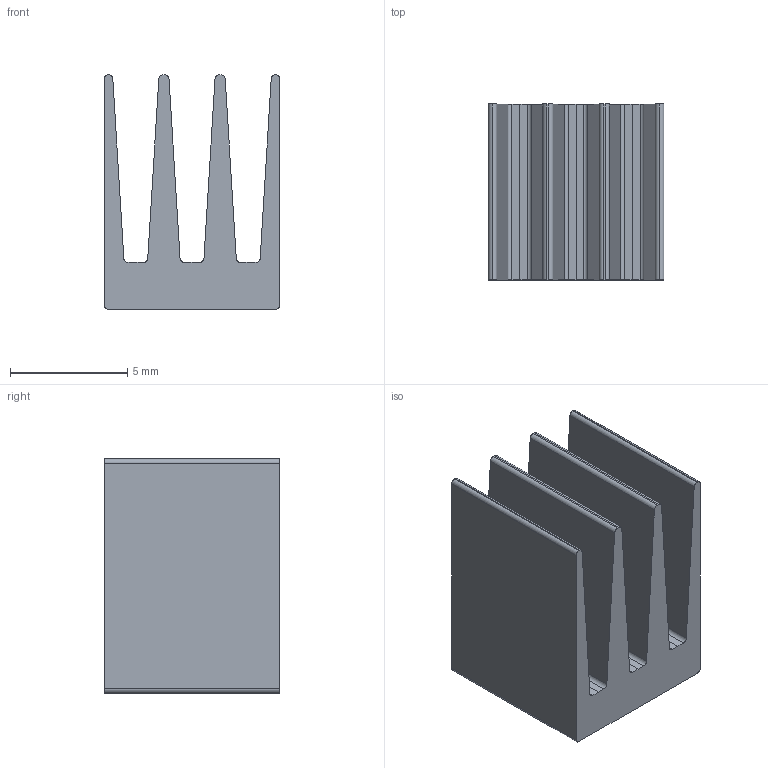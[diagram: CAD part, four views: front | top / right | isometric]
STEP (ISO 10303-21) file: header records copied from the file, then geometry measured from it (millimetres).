
FILE_DESCRIPTION(('FreeCAD Model'),'2;1');
FILE_NAME('Open CASCADE Shape Model','2023-07-14T10:45:09',(''),(''), 'Open CASCADE STEP processor 7.6','FreeCAD','Unknown');
FILE_SCHEMA(('AUTOMOTIVE_DESIGN { 1 0 10303 214 1 1 1 1 }'));
Length unit declared in the file: millimetre
Products named in the file (1): Body
Bounding box: 7.5 x 7.5 x 10 mm (x, y, z)
Volume: 293.4 mm3; surface area: 671.1 mm2
Topology: 1 solids, 1 shells, 37 faces, 105 edges, 70 vertices
Faces by surface type: plane 21, cylinder 16
Entity records: 1233 total; most frequent: CARTESIAN_POINT 213, DIRECTION 213, ORIENTED_EDGE 210, EDGE_CURVE 105, LINE 73, VECTOR 73, AXIS2_PLACEMENT_3D 70, VERTEX_POINT 70
